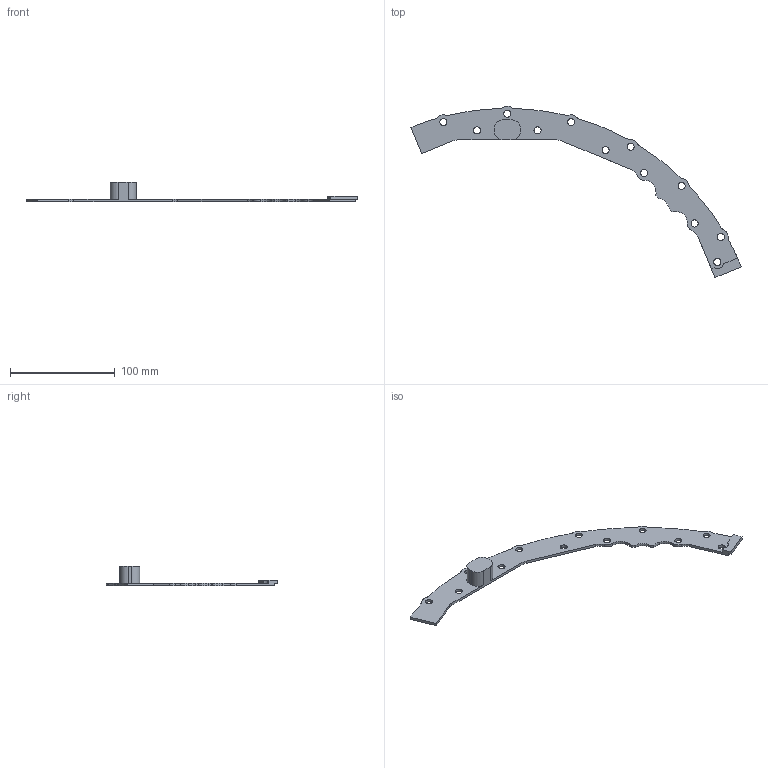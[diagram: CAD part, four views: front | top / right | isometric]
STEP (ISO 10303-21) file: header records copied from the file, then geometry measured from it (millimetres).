
FILE_DESCRIPTION((''),'2;1');
FILE_NAME('PP1_PST_SEAL_PLATE','2005-11-07T',('ericcan'),('Lawrence Berkeley National Lab'),'PRO/ENGINEER BY PARAMETRIC TECHNOLOGY CORPORATION, 2004280','PRO/ENGINEER BY PARAMETRIC TECHNOLOGY CORPORATION, 2004280','');
FILE_SCHEMA(('CONFIG_CONTROL_DESIGN'));
Length unit declared in the file: millimetre
Products named in the file (1): PP1_PST_SEAL_PLATE
Bounding box: 314.71 x 163.24 x 19 mm (x, y, z)
Volume: 24656.2 mm3; surface area: 23394 mm2
Topology: 1 solids, 1 shells, 93 faces, 270 edges, 180 vertices
Faces by surface type: cylinder 69, plane 24
Entity records: 3230 total; most frequent: DIRECTION 596, CARTESIAN_POINT 543, ORIENTED_EDGE 540, EDGE_CURVE 270, AXIS2_PLACEMENT_3D 233, VERTEX_POINT 180, CIRCLE 140, VECTOR 130
